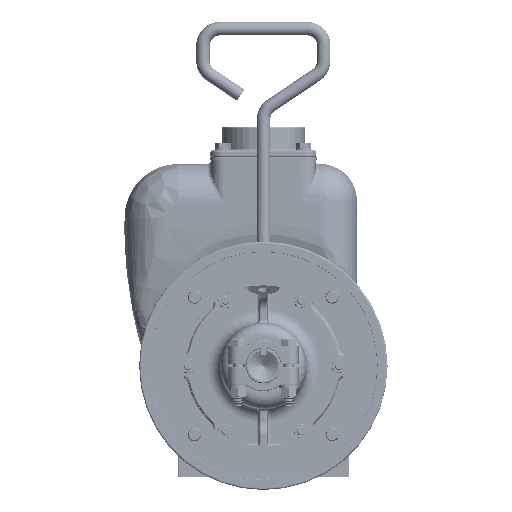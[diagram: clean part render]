
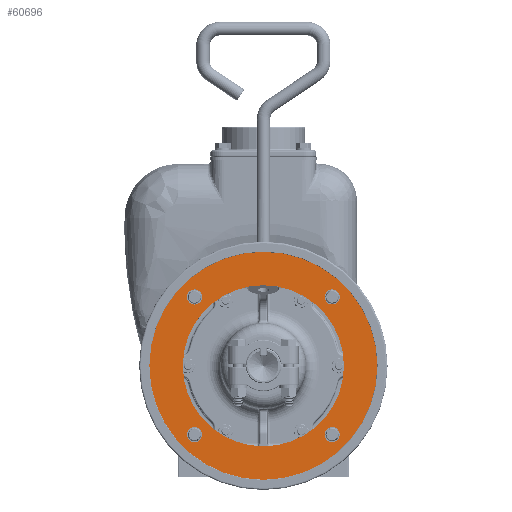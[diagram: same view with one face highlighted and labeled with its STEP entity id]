
A CAD part, top view. The second image highlights one B-rep face of the part: STEP entity #60696.
In plain terms, the highlighted face is planar.
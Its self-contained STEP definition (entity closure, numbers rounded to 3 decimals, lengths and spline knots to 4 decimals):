
#1741=FACE_BOUND($,#14492,.T.);
#1742=FACE_BOUND($,#14493,.T.);
#1743=FACE_BOUND($,#14494,.T.);
#1744=FACE_BOUND($,#14495,.T.);
#1745=FACE_BOUND($,#14496,.T.);
#1746=FACE_BOUND($,#14497,.T.);
#2587=PLANE($,#66163);
#6295=CIRCLE($,#66160,4.245);
#6297=CIRCLE($,#66164,3.);
#6298=CIRCLE($,#66165,0.281);
#6299=CIRCLE($,#66166,0.281);
#6300=CIRCLE($,#66167,0.281);
#6301=CIRCLE($,#66168,0.281);
#14492=EDGE_LOOP($,(#54621));
#14493=EDGE_LOOP($,(#54622));
#14494=EDGE_LOOP($,(#54623));
#14495=EDGE_LOOP($,(#54624));
#14496=EDGE_LOOP($,(#54625));
#14497=EDGE_LOOP($,(#54626));
#29205=VERTEX_POINT($,#162886);
#29207=VERTEX_POINT($,#162892);
#29208=VERTEX_POINT($,#162894);
#29209=VERTEX_POINT($,#162896);
#29210=VERTEX_POINT($,#162898);
#29211=VERTEX_POINT($,#162900);
#37740=EDGE_CURVE($,#29205,#29205,#6295,.T.);
#37742=EDGE_CURVE($,#29207,#29207,#6297,.T.);
#37743=EDGE_CURVE($,#29208,#29208,#6298,.T.);
#37744=EDGE_CURVE($,#29209,#29209,#6299,.T.);
#37745=EDGE_CURVE($,#29210,#29210,#6300,.T.);
#37746=EDGE_CURVE($,#29211,#29211,#6301,.T.);
#54621=ORIENTED_EDGE($,*,*,#37742,.T.);
#54622=ORIENTED_EDGE($,*,*,#37743,.T.);
#54623=ORIENTED_EDGE($,*,*,#37744,.T.);
#54624=ORIENTED_EDGE($,*,*,#37745,.T.);
#54625=ORIENTED_EDGE($,*,*,#37746,.T.);
#54626=ORIENTED_EDGE($,*,*,#37740,.F.);
#60696=ADVANCED_FACE($,(#1741,#1742,#1743,#1744,#1745,#1746),#2587,.T.);
#66160=AXIS2_PLACEMENT_3D($,#162887,#80105,#80106);
#66163=AXIS2_PLACEMENT_3D($,#162891,#80111,#80112);
#66164=AXIS2_PLACEMENT_3D($,#162893,#80113,#80114);
#66165=AXIS2_PLACEMENT_3D($,#162895,#80115,#80116);
#66166=AXIS2_PLACEMENT_3D($,#162897,#80117,#80118);
#66167=AXIS2_PLACEMENT_3D($,#162899,#80119,#80120);
#66168=AXIS2_PLACEMENT_3D($,#162901,#80121,#80122);
#80105=DIRECTION('center_axis',(-1.,0.,0.));
#80106=DIRECTION('ref_axis',(0.,-1.,0.));
#80111=DIRECTION('center_axis',(1.,0.,0.));
#80112=DIRECTION('ref_axis',(0.,0.,-1.));
#80113=DIRECTION('center_axis',(-1.,0.,0.));
#80114=DIRECTION('ref_axis',(0.,1.,0.));
#80115=DIRECTION('center_axis',(-1.,0.,0.));
#80116=DIRECTION('ref_axis',(0.,1.,0.));
#80117=DIRECTION('center_axis',(-1.,0.,0.));
#80118=DIRECTION('ref_axis',(0.,1.,0.));
#80119=DIRECTION('center_axis',(-1.,0.,0.));
#80120=DIRECTION('ref_axis',(0.,1.,0.));
#80121=DIRECTION('center_axis',(-1.,0.,0.));
#80122=DIRECTION('ref_axis',(0.,1.,0.));
#162886=CARTESIAN_POINT('',(3.362,4.245,0.));
#162887=CARTESIAN_POINT('Origin',(3.362,0.,0.));
#162891=CARTESIAN_POINT('Origin',(3.362,2.1275,0.));
#162892=CARTESIAN_POINT('',(3.362,-3.,0.));
#162893=CARTESIAN_POINT('Origin',(3.362,0.,0.));
#162894=CARTESIAN_POINT('',(3.362,2.2823,2.5633));
#162895=CARTESIAN_POINT('Origin',(3.362,2.5633,2.5633));
#162896=CARTESIAN_POINT('',(3.362,2.2823,-2.5633));
#162897=CARTESIAN_POINT('Origin',(3.362,2.5633,-2.5633));
#162898=CARTESIAN_POINT('',(3.362,-2.8443,-2.5633));
#162899=CARTESIAN_POINT('Origin',(3.362,-2.5633,-2.5633));
#162900=CARTESIAN_POINT('',(3.362,-2.8443,2.5633));
#162901=CARTESIAN_POINT('Origin',(3.362,-2.5633,2.5633));
